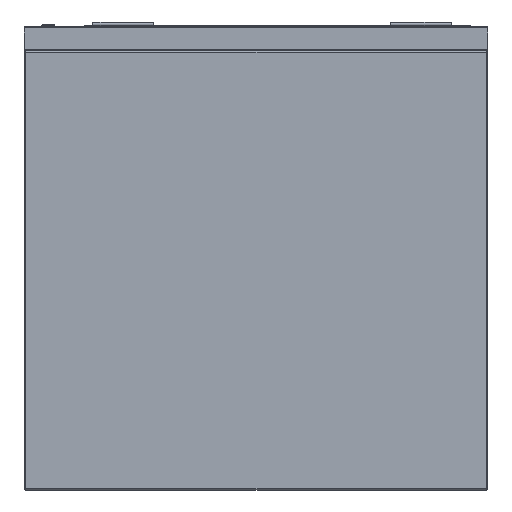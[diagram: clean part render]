
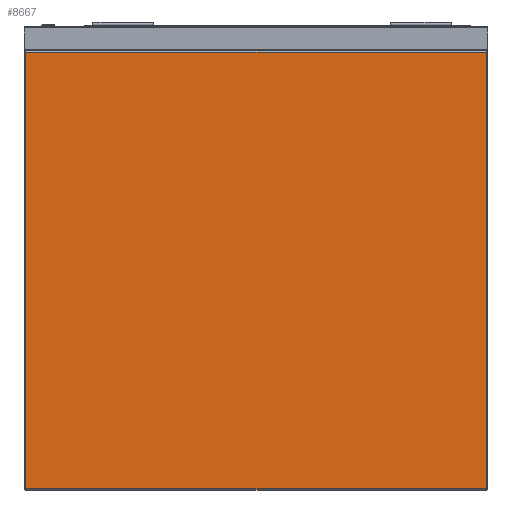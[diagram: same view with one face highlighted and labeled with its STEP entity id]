
A CAD part, left-side view. The second image highlights one B-rep face of the part: STEP entity #8667.
In plain terms, the highlighted planar face has unit normal (-1, 0, 0).
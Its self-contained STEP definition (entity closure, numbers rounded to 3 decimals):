
#1875 = CARTESIAN_POINT ( 'NONE',  ( -515., -378., -758. ) ) ;
#2222 = EDGE_CURVE ( 'NONE', #19144, #6630, #19158, .T. ) ;
#2439 = VECTOR ( 'NONE', #12370, 1000. ) ;
#2839 = ORIENTED_EDGE ( 'NONE', *, *, #18361, .T. ) ;
#3915 = ORIENTED_EDGE ( 'NONE', *, *, #2222, .T. ) ;
#4089 = PLANE ( 'NONE',  #10336 ) ;
#4150 = ORIENTED_EDGE ( 'NONE', *, *, #14503, .T. ) ;
#6630 = VERTEX_POINT ( 'NONE', #11392 ) ;
#7298 = CARTESIAN_POINT ( 'NONE',  ( -515., 380., -42. ) ) ;
#7326 = CARTESIAN_POINT ( 'NONE',  ( -515., 378., -760. ) ) ;
#7594 = DIRECTION ( 'NONE',  ( 0., 1., 0. ) ) ;
#8462 = FACE_OUTER_BOUND ( 'NONE', #8583, .T. ) ;
#8583 = EDGE_LOOP ( 'NONE', ( #2839, #3915, #4150, #14082 ) ) ;
#8667 = ADVANCED_FACE ( 'Fl�che7', ( #8462 ), #4089, .T. ) ;
#8780 = VECTOR ( 'NONE', #13055, 1000. ) ;
#9369 = LINE ( 'NONE', #7326, #14630 ) ;
#10225 = CARTESIAN_POINT ( 'NONE',  ( -515., -378., -42. ) ) ;
#10336 = AXIS2_PLACEMENT_3D ( 'NONE', #14444, #15891, #13267 ) ;
#10766 = VERTEX_POINT ( 'NONE', #1875 ) ;
#11390 = LINE ( 'NONE', #14226, #8780 ) ;
#11392 = CARTESIAN_POINT ( 'NONE',  ( -515., 378., -42. ) ) ;
#12370 = DIRECTION ( 'NONE',  ( 0., -1., 0. ) ) ;
#13055 = DIRECTION ( 'NONE',  ( 0., 0., 1. ) ) ;
#13267 = DIRECTION ( 'NONE',  ( 0., 0., 1. ) ) ;
#13971 = VECTOR ( 'NONE', #7594, 1000. ) ;
#14082 = ORIENTED_EDGE ( 'NONE', *, *, #15558, .T. ) ;
#14226 = CARTESIAN_POINT ( 'NONE',  ( -515., -378., -760. ) ) ;
#14444 = CARTESIAN_POINT ( 'NONE',  ( -515., -380., -760. ) ) ;
#14503 = EDGE_CURVE ( 'NONE', #6630, #16945, #9369, .T. ) ;
#14630 = VECTOR ( 'NONE', #16349, 1000. ) ;
#15390 = CARTESIAN_POINT ( 'NONE',  ( -515., -380., -758. ) ) ;
#15469 = LINE ( 'NONE', #15390, #2439 ) ;
#15558 = EDGE_CURVE ( 'NONE', #16945, #10766, #15469, .T. ) ;
#15891 = DIRECTION ( 'NONE',  ( -1., 0., 0. ) ) ;
#16349 = DIRECTION ( 'NONE',  ( 0., 0., -1. ) ) ;
#16376 = CARTESIAN_POINT ( 'NONE',  ( -515., 378., -758. ) ) ;
#16945 = VERTEX_POINT ( 'NONE', #16376 ) ;
#18361 = EDGE_CURVE ( 'NONE', #10766, #19144, #11390, .T. ) ;
#19144 = VERTEX_POINT ( 'NONE', #10225 ) ;
#19158 = LINE ( 'NONE', #7298, #13971 ) ;
